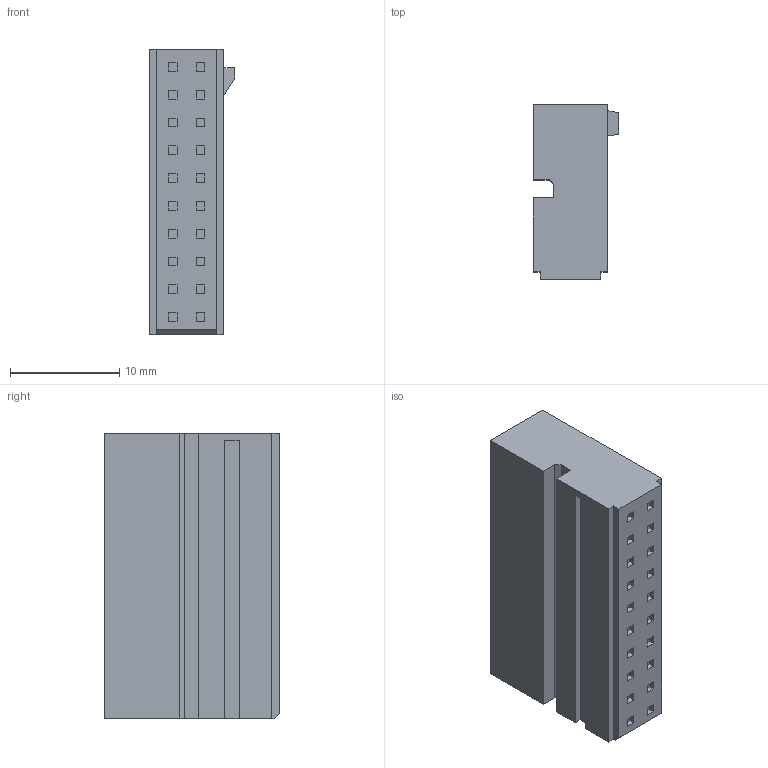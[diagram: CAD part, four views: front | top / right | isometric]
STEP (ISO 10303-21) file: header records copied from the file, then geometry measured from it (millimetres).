
FILE_DESCRIPTION(/* description */ (''),/* implementation_level */ '2;1');
FILE_NAME(/* name */ '13851310_3D_STP.stp',/* time_stamp */ '2023-10-06T19:02:09+06:00',/* author */ (''),/* organization */ (''),/* preprocessor_version */ 'ST-DEVELOPER v16',/* originating_system */ 'SIEMENS PLM Software NX 11.0',/* authorisation */ '');
FILE_SCHEMA (('AUTOMOTIVE_DESIGN { 1 0 10303 214 3 1 1 1 }'));
Length unit declared in the file: millimetre
Products named in the file (1): hy3t28188E443cr5
Bounding box: 7.8 x 16 x 26.1 mm (x, y, z)
Volume: 2556.4 mm3; surface area: 1769 mm2
Topology: 1 solids, 1 shells, 274 faces, 693 edges, 462 vertices
Faces by surface type: plane 274
Entity records: 8089 total; most frequent: CARTESIAN_POINT 1430, ORIENTED_EDGE 1386, DIRECTION 1243, EDGE_CURVE 693, LINE 693, VECTOR 693, VERTEX_POINT 462, EDGE_LOOP 315
